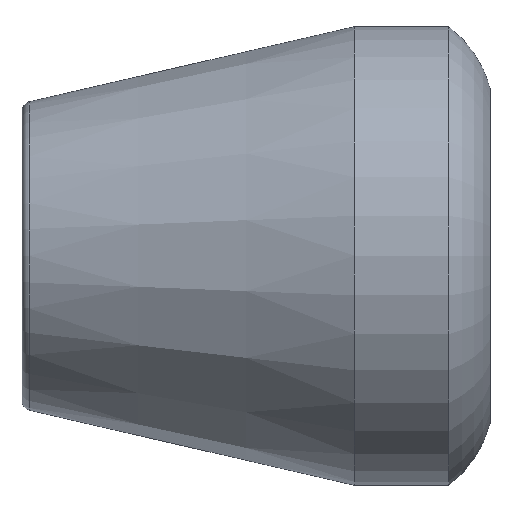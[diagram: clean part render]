
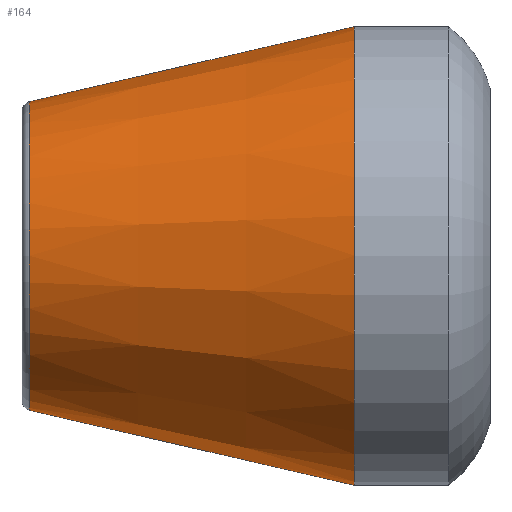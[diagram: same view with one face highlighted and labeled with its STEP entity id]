
A CAD part, top view. The second image highlights one B-rep face of the part: STEP entity #164.
In plain terms, the highlighted conical face has half-angle 13 degrees and reference radius 2.591 mm.
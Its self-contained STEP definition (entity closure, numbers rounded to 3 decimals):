
#133=CARTESIAN_POINT('',(0.101,2.093,0.));
#134=VERTEX_POINT('',#133);
#135=CARTESIAN_POINT('',(0.101,0.0,0.));
#136=DIRECTION('',(-1.0,0.0,0.0));
#137=DIRECTION('',(0.0,-1.0,0.0));
#138=AXIS2_PLACEMENT_3D('',#135,#136,#137);
#139=CIRCLE('',#138,2.093);
#140=EDGE_CURVE('',#134,#134,#139,.T.);
#145=CARTESIAN_POINT('',(2.255,0.,0.0));
#146=DIRECTION('',(1.0,0.,0.0));
#147=DIRECTION('',(0.0,1.0,0.0));
#148=AXIS2_PLACEMENT_3D('',#145,#146,#147);
#149=CONICAL_SURFACE('',#148,2.591,13.);
#150=CARTESIAN_POINT('',(4.511,3.112,0.0));
#151=VERTEX_POINT('',#150);
#152=CARTESIAN_POINT('',(4.511,0.,0.0));
#153=DIRECTION('',(1.0,0.0,0.0));
#154=DIRECTION('',(0.0,1.0,0.0));
#155=AXIS2_PLACEMENT_3D('',#152,#153,#154);
#156=CIRCLE('',#155,3.112);
#157=EDGE_CURVE('',#151,#151,#156,.T.);
#158=ORIENTED_EDGE('',*,*,#157,.F.);
#159=EDGE_LOOP('',(#158));
#160=FACE_OUTER_BOUND('',#159,.T.);
#161=ORIENTED_EDGE('',*,*,#140,.F.);
#162=EDGE_LOOP('',(#161));
#163=FACE_BOUND('',#162,.T.);
#164=ADVANCED_FACE('',(#160,#163),#149,.T.);
